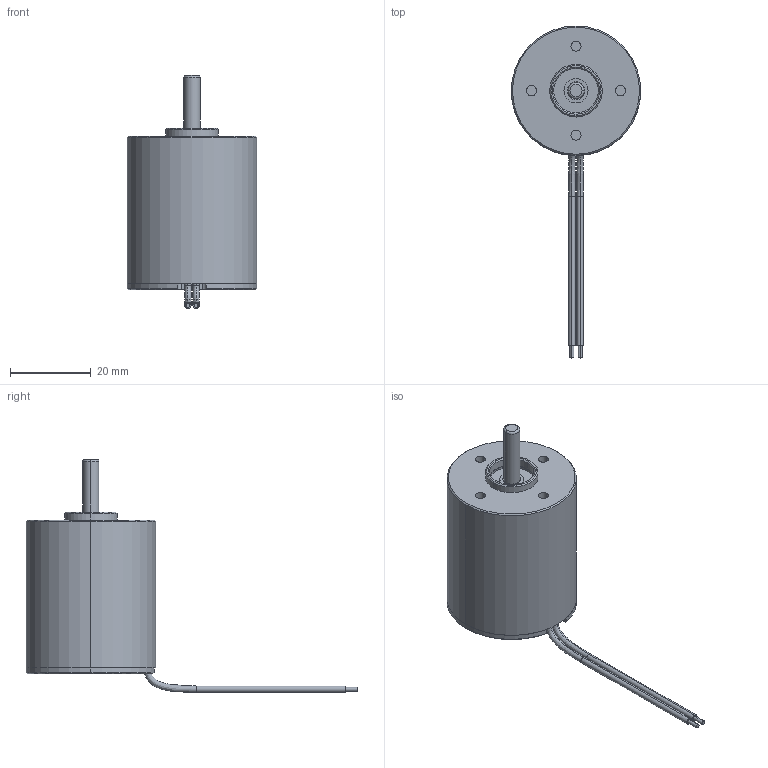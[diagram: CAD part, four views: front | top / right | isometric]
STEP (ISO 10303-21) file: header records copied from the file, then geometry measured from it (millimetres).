
FILE_DESCRIPTION (( 'STEP AP214' ), '1' );
FILE_NAME ('BD3238.STEP', '2025-12-01T05:45:37', ( 'Windows 蚚誧' ), ( 'Organization' ), 'SwSTEP 2.0', 'SolidWorks 2024', '' );
FILE_SCHEMA (( 'AUTOMOTIVE_DESIGN' ));
Length unit declared in the file: millimetre
Products named in the file (1): BD3238
Bounding box: 32 x 82 x 57.6 mm (x, y, z)
Volume: 8356.2 mm3; surface area: 13328.9 mm2
Topology: 6 solids, 6 shells, 158 faces, 339 edges, 208 vertices
Faces by surface type: cylinder 77, plane 33, cone 32, torus 12, bspline 4
Entity records: 5158 total; most frequent: CARTESIAN_POINT 1502, DIRECTION 840, ORIENTED_EDGE 678, AXIS2_PLACEMENT_3D 358, EDGE_CURVE 339, VERTEX_POINT 208, CIRCLE 203, EDGE_LOOP 185
